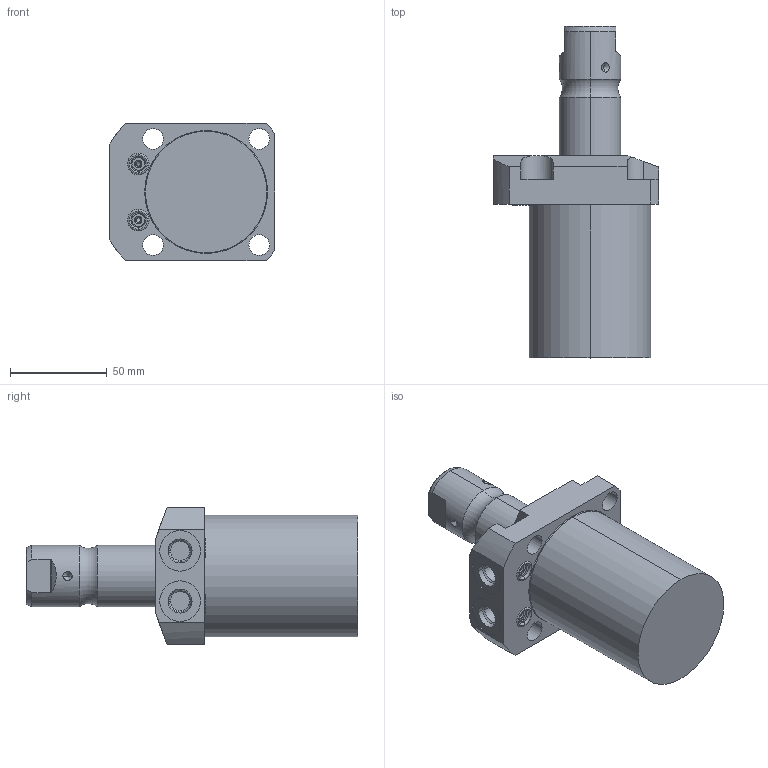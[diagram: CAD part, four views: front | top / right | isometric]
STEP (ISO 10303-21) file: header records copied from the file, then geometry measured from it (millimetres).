
FILE_DESCRIPTION((''),'2;1');
FILE_NAME('ILC14061802','2018-05-11T',('jdw'),(''),'PRO/ENGINEER BY PARAMETRIC TECHNOLOGY CORPORATION, 2013320','PRO/ENGINEER BY PARAMETRIC TECHNOLOGY CORPORATION, 2013320','');
FILE_SCHEMA(('AUTOMOTIVE_DESIGN { 1 0 10303 214 1 1 1 1 }'));
Length unit declared in the file: inch
Products named in the file (1): ILC14061802
Bounding box: 85.5 x 171.5 x 70.87 mm (x, y, z)
Volume: 416349.7 mm3; surface area: 44724.7 mm2
Topology: 3 solids, 3 shells, 119 faces, 293 edges, 182 vertices
Faces by surface type: cylinder 46, plane 37, cone 22, torus 14
Entity records: 4895 total; most frequent: CARTESIAN_POINT 805, DIRECTION 609, ORIENTED_EDGE 570, PRESENTATION_STYLE_ASSIGNMENT 309, STYLED_ITEM 288, CURVE_STYLE 285, EDGE_CURVE 285, AXIS2_PLACEMENT_3D 239
